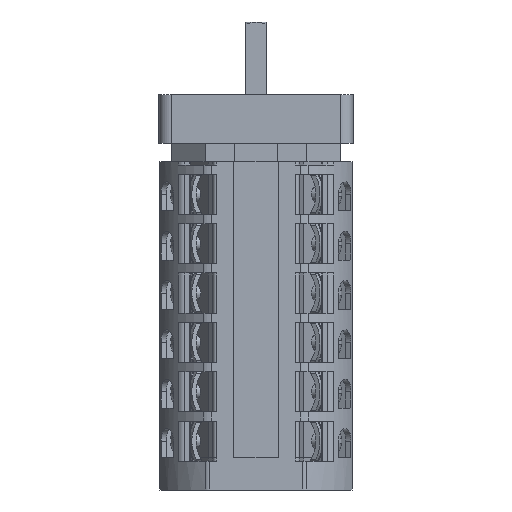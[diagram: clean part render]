
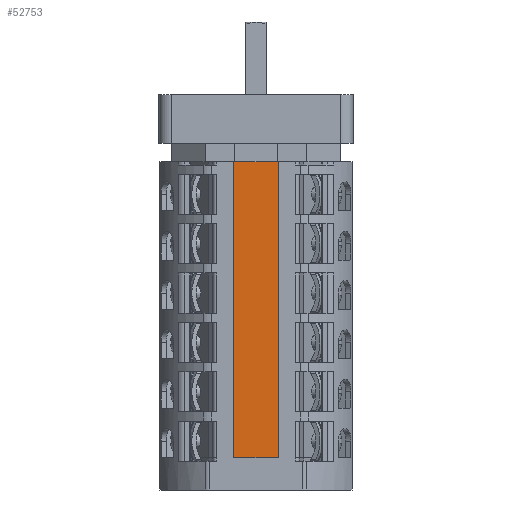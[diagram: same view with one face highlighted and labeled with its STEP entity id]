
A CAD part, left-side view. The second image highlights one B-rep face of the part: STEP entity #52753.
In plain terms, the highlighted planar face has unit normal (-1, 0, 0).
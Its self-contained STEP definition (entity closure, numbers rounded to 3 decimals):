
#12061=DIRECTION('',(0.,1.,0.));
#12062=VECTOR('',#12061,0.25);
#12063=CARTESIAN_POINT('',(-22.3,5.25,0.));
#12064=LINE('',#12063,#12062);
#19597=DIRECTION('',(0.,1.,0.));
#19598=VECTOR('',#19597,0.25);
#19599=CARTESIAN_POINT('',(-22.3,-5.5,0.));
#19600=LINE('',#19599,#19598);
#19609=DIRECTION('',(0.,1.,0.));
#19610=VECTOR('',#19609,10.5);
#19611=CARTESIAN_POINT('',(-22.3,-5.25,0.));
#19612=LINE('',#19611,#19610);
#19625=DIRECTION('',(0.,1.,0.));
#19626=VECTOR('',#19625,11.);
#19627=CARTESIAN_POINT('',(-22.3,-5.5,-73.2));
#19628=LINE('',#19627,#19626);
#19637=DIRECTION('',(0.,0.,1.));
#19638=VECTOR('',#19637,73.2);
#19639=CARTESIAN_POINT('',(-22.3,-5.5,-73.2));
#19640=LINE('',#19639,#19638);
#19653=DIRECTION('',(0.,0.,-1.));
#19654=VECTOR('',#19653,73.2);
#19655=CARTESIAN_POINT('',(-22.3,5.5,0.));
#19656=LINE('',#19655,#19654);
#29494=CARTESIAN_POINT('',(-22.3,-5.5,0.));
#29496=VERTEX_POINT('',#29494);
#29498=CARTESIAN_POINT('',(-22.3,5.5,0.));
#29500=VERTEX_POINT('',#29498);
#29617=CARTESIAN_POINT('',(-22.3,-5.25,0.));
#29618=CARTESIAN_POINT('',(-22.3,5.25,0.));
#29619=VERTEX_POINT('',#29617);
#29620=VERTEX_POINT('',#29618);
#34201=CARTESIAN_POINT('',(-22.3,-5.5,-73.2));
#34202=CARTESIAN_POINT('',(-22.3,5.5,-73.2));
#34203=VERTEX_POINT('',#34201);
#34204=VERTEX_POINT('',#34202);
#52737=CARTESIAN_POINT('',(-22.3,0.,0.));
#52738=DIRECTION('',(1.,0.,0.));
#52739=DIRECTION('',(0.,0.,-1.));
#52740=AXIS2_PLACEMENT_3D('',#52737,#52738,#52739);
#52741=PLANE('',#52740);
#52743=ORIENTED_EDGE('',*,*,#52742,.T.);
#52745=ORIENTED_EDGE('',*,*,#52744,.F.);
#52746=ORIENTED_EDGE('',*,*,#44300,.F.);
#52747=ORIENTED_EDGE('',*,*,#52727,.F.);
#52748=ORIENTED_EDGE('',*,*,#52700,.F.);
#52750=ORIENTED_EDGE('',*,*,#52749,.F.);
#52751=EDGE_LOOP('',(#52743,#52745,#52746,#52747,#52748,#52750));
#52752=FACE_OUTER_BOUND('',#52751,.F.);
#44300=EDGE_CURVE('',#29620,#29500,#12064,.T.);
#52700=EDGE_CURVE('',#29496,#29619,#19600,.T.);
#52727=EDGE_CURVE('',#29619,#29620,#19612,.T.);
#52742=EDGE_CURVE('',#34203,#34204,#19628,.T.);
#52744=EDGE_CURVE('',#29500,#34204,#19656,.T.);
#52749=EDGE_CURVE('',#34203,#29496,#19640,.T.);
#52753=ADVANCED_FACE('',(#52752),#52741,.F.);
